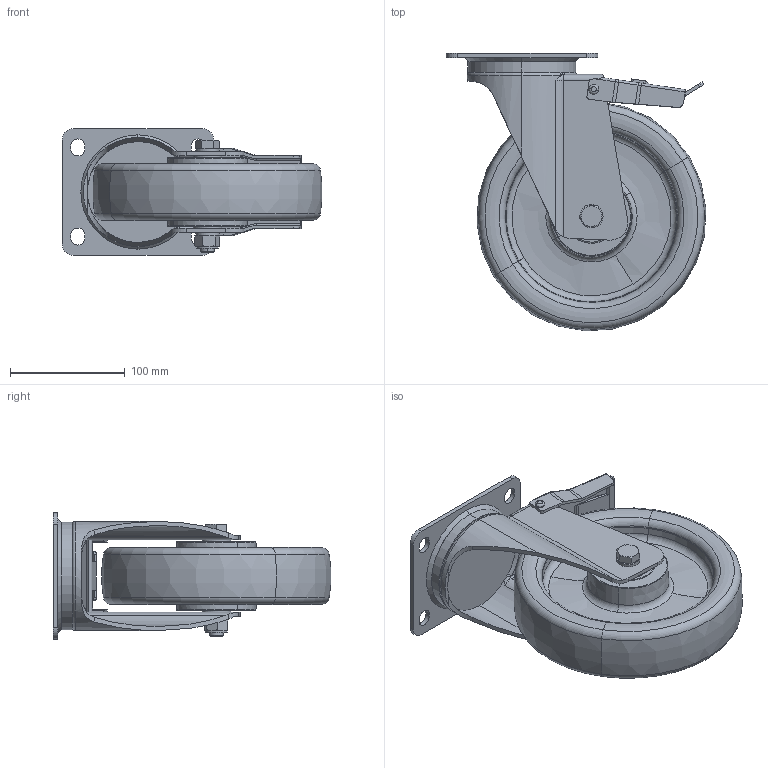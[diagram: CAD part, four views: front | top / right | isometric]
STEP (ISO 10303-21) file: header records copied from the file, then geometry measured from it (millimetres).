
FILE_DESCRIPTION (( 'STEP AP214' ), '1' );
FILE_NAME ('0029924_L-MV-PUZK-200-K-3-DSN_(A-03).step', '2019-10-15T06:50:32', ( '' ), ( '' ), 'SwSTEP 2.0', 'SolidWorks 2018', '' );
FILE_SCHEMA (( 'AUTOMOTIVE_DESIGN' ));
Length unit declared in the file: millimetre
Products named in the file (1): 0029924_L-MV-PUZK-200-K-3-DSN_(A-03)
Bounding box: 226.09 x 241.67 x 110 mm (x, y, z)
Volume: 1284271.1 mm3; surface area: 268468.3 mm2
Topology: 21 solids, 29 shells, 533 faces, 1226 edges, 754 vertices
Faces by surface type: plane 170, cylinder 165, torus 108, cone 66, bspline 24
Entity records: 21939 total; most frequent: CARTESIAN_POINT 3568, DIRECTION 2754, ORIENTED_EDGE 2444, EDGE_CURVE 1222, AXIS2_PLACEMENT_3D 1138, VERTEX_POINT 754, CIRCLE 628, EDGE_LOOP 592
